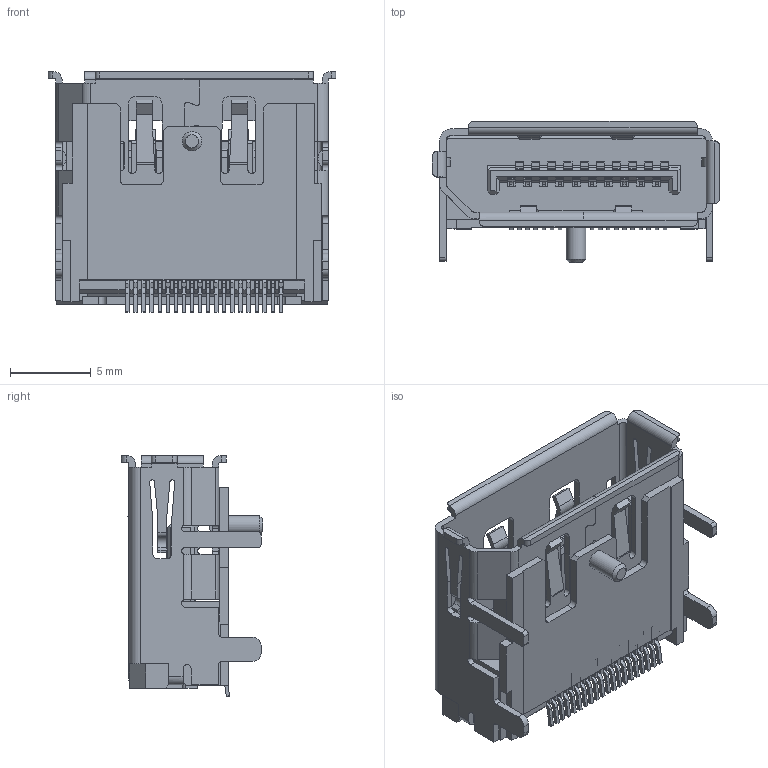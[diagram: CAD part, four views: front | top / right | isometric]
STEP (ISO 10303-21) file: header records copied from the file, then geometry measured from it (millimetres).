
FILE_DESCRIPTION(/* description */ (''),/* implementation_level */ '2;1');
FILE_NAME(/* name */ 'Con-DisplayPort v3.step',/* time_stamp */ '2021-04-30T09:56:05+02:00',/* author */ (''),/* organization */ (''),/* preprocessor_version */ 'ST-DEVELOPER v18.1',/* originating_system */ 'Autodesk Translation Framework v10.6.0.1341',/* authorisation */ '');
FILE_SCHEMA (('AUTOMOTIVE_DESIGN { 1 0 10303 214 3 1 1 }'));
Length unit declared in the file: millimetre
Products named in the file (1): Con-DisplayPort
Bounding box: 17.79 x 8.75 x 14.89 mm (x, y, z)
Volume: 664.1 mm3; surface area: 2161.7 mm2
Topology: 1 solids, 1 shells, 1214 faces, 3629 edges, 2387 vertices
Faces by surface type: plane 955, cylinder 258, cone 1
Full cylindrical faces by diameter (mm): 1.2 x1
Entity records: 40862 total; most frequent: ORIENTED_EDGE 7258, CARTESIAN_POINT 7243, DIRECTION 6599, EDGE_CURVE 3629, LINE 3081, VECTOR 3081, VERTEX_POINT 2387, AXIS2_PLACEMENT_3D 1759
